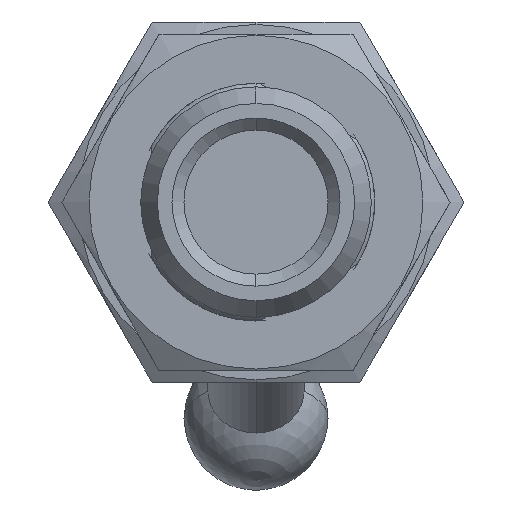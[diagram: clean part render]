
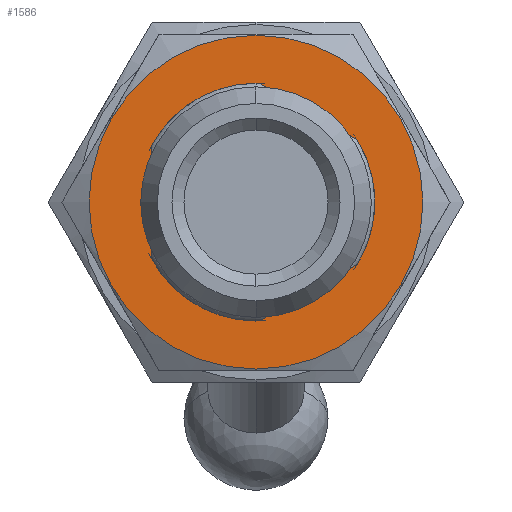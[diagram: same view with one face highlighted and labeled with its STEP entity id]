
A CAD part, front view. The second image highlights one B-rep face of the part: STEP entity #1586.
In plain terms, the highlighted planar face has unit normal (0, -1, 0).
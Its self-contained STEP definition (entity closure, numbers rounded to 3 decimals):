
#1372 = VERTEX_POINT ( 'NONE', #2603 ) ;
#1378 = VERTEX_POINT ( 'NONE', #2675 ) ;
#1388 = EDGE_CURVE ( 'NONE', #1378, #1372, #2645, .T. ) ;
#1392 = VERTEX_POINT ( 'NONE', #2720 ) ;
#1394 = EDGE_CURVE ( 'NONE', #1400, #1392, #2642, .T. ) ;
#1400 = VERTEX_POINT ( 'NONE', #2711 ) ;
#1423 = EDGE_CURVE ( 'NONE', #1392, #1400, #2753, .T. ) ;
#1424 = EDGE_LOOP ( 'NONE', ( #1587, #1588 ) ) ;
#1430 = VERTEX_POINT ( 'NONE', #2688 ) ;
#1432 = EDGE_CURVE ( 'NONE', #1430, #1433, #2687, .T. ) ;
#1433 = VERTEX_POINT ( 'NONE', #2682 ) ;
#1442 = ORIENTED_EDGE ( 'NONE', *, *, #1443, .F. ) ;
#1443 = EDGE_CURVE ( 'NONE', #1372, #1511, #2580, .T. ) ;
#1444 = ORIENTED_EDGE ( 'NONE', *, *, #1445, .F. ) ;
#1445 = EDGE_CURVE ( 'NONE', #1515, #1378, #2576, .T. ) ;
#1451 = ORIENTED_EDGE ( 'NONE', *, *, #1561, .F. ) ;
#1457 = EDGE_CURVE ( 'NONE', #1433, #1488, #2593, .T. ) ;
#1458 = ORIENTED_EDGE ( 'NONE', *, *, #1432, .F. ) ;
#1488 = VERTEX_POINT ( 'NONE', #2784 ) ;
#1490 = EDGE_CURVE ( 'NONE', #1488, #1491, #2872, .T. ) ;
#1491 = VERTEX_POINT ( 'NONE', #2889 ) ;
#1511 = VERTEX_POINT ( 'NONE', #2788 ) ;
#1513 = EDGE_CURVE ( 'NONE', #1511, #1430, #2851, .T. ) ;
#1515 = VERTEX_POINT ( 'NONE', #2867 ) ;
#1561 = EDGE_CURVE ( 'NONE', #1491, #1515, #2824, .T. ) ;
#1576 = ORIENTED_EDGE ( 'NONE', *, *, #1388, .F. ) ;
#1577 = ORIENTED_EDGE ( 'NONE', *, *, #1513, .F. ) ;
#1578 = ORIENTED_EDGE ( 'NONE', *, *, #1457, .F. ) ;
#1586 = ADVANCED_FACE ( 'NONE', ( #3068, #3067 ), #3099, .T. ) ;
#1587 = ORIENTED_EDGE ( 'NONE', *, *, #1394, .T. ) ;
#1588 = ORIENTED_EDGE ( 'NONE', *, *, #1423, .T. ) ;
#1589 = EDGE_LOOP ( 'NONE', ( #1590, #1578, #1458, #1577, #1442, #1576, #1444, #1451 ) ) ;
#1590 = ORIENTED_EDGE ( 'NONE', *, *, #1490, .F. ) ;
#2573 = DIRECTION ( 'NONE',  ( 0.866, 0., 0.5 ) ) ;
#2574 = VECTOR ( 'NONE', #2573, 1000. ) ;
#2575 = CARTESIAN_POINT ( 'NONE',  ( 4.221, 6.5, -2.586 ) ) ;
#2576 = LINE ( 'NONE', #2575, #2574 ) ;
#2577 = DIRECTION ( 'NONE',  ( -0.866, 0., 0.5 ) ) ;
#2578 = VECTOR ( 'NONE', #2577, 1000. ) ;
#2579 = CARTESIAN_POINT ( 'NONE',  ( 0.129, 6.5, 4.948 ) ) ;
#2580 = LINE ( 'NONE', #2579, #2578 ) ;
#2593 = LINE ( 'NONE', #2597, #2627 ) ;
#2597 = CARTESIAN_POINT ( 'NONE',  ( -4.35, 6.5, -2.362 ) ) ;
#2603 = CARTESIAN_POINT ( 'NONE',  ( 4.221, 6.5, 2.586 ) ) ;
#2626 = DIRECTION ( 'NONE',  ( 0., 0., -1. ) ) ;
#2627 = VECTOR ( 'NONE', #2626, 1000. ) ;
#2638 = DIRECTION ( 'NONE',  ( 0., 0., -1. ) ) ;
#2639 = DIRECTION ( 'NONE',  ( 0., -1., 0. ) ) ;
#2640 = CARTESIAN_POINT ( 'NONE',  ( 0., 6.5, 0. ) ) ;
#2641 = AXIS2_PLACEMENT_3D ( 'NONE', #2640, #2639, #2638 ) ;
#2642 = CIRCLE ( 'NONE', #2641, 6.95 ) ;
#2644 = AXIS2_PLACEMENT_3D ( 'NONE', #2724, #2723, #2722 ) ;
#2645 = CIRCLE ( 'NONE', #2644, 4.95 ) ;
#2675 = CARTESIAN_POINT ( 'NONE',  ( 4.221, 6.5, -2.586 ) ) ;
#2682 = CARTESIAN_POINT ( 'NONE',  ( -4.35, 6.5, 2.362 ) ) ;
#2683 = DIRECTION ( 'NONE',  ( 0., 0., -1. ) ) ;
#2684 = DIRECTION ( 'NONE',  ( 0., -1., 0. ) ) ;
#2685 = CARTESIAN_POINT ( 'NONE',  ( 0., 6.5, 0. ) ) ;
#2686 = AXIS2_PLACEMENT_3D ( 'NONE', #2685, #2684, #2683 ) ;
#2687 = CIRCLE ( 'NONE', #2686, 4.95 ) ;
#2688 = CARTESIAN_POINT ( 'NONE',  ( 0., 6.5, 4.95 ) ) ;
#2711 = CARTESIAN_POINT ( 'NONE',  ( 0., 6.5, -6.95 ) ) ;
#2720 = CARTESIAN_POINT ( 'NONE',  ( 0., 6.5, 6.95 ) ) ;
#2722 = DIRECTION ( 'NONE',  ( 0., 0., -1. ) ) ;
#2723 = DIRECTION ( 'NONE',  ( 0., -1., 0. ) ) ;
#2724 = CARTESIAN_POINT ( 'NONE',  ( 0., 6.5, 0. ) ) ;
#2749 = DIRECTION ( 'NONE',  ( 0., 0., -1. ) ) ;
#2750 = DIRECTION ( 'NONE',  ( 0., -1., 0. ) ) ;
#2751 = CARTESIAN_POINT ( 'NONE',  ( 0., 6.5, 0. ) ) ;
#2752 = AXIS2_PLACEMENT_3D ( 'NONE', #2751, #2750, #2749 ) ;
#2753 = CIRCLE ( 'NONE', #2752, 6.95 ) ;
#2784 = CARTESIAN_POINT ( 'NONE',  ( -4.35, 6.5, -2.362 ) ) ;
#2788 = CARTESIAN_POINT ( 'NONE',  ( 0.129, 6.5, 4.948 ) ) ;
#2814 = DIRECTION ( 'NONE',  ( 0., 0., -1. ) ) ;
#2815 = DIRECTION ( 'NONE',  ( 0., -1., 0. ) ) ;
#2816 = CARTESIAN_POINT ( 'NONE',  ( 0., 6.5, 0. ) ) ;
#2817 = AXIS2_PLACEMENT_3D ( 'NONE', #2816, #2815, #2814 ) ;
#2824 = CIRCLE ( 'NONE', #2817, 4.95 ) ;
#2847 = DIRECTION ( 'NONE',  ( 0., 0., -1. ) ) ;
#2848 = DIRECTION ( 'NONE',  ( 0., -1., 0. ) ) ;
#2849 = CARTESIAN_POINT ( 'NONE',  ( 0., 6.5, 0. ) ) ;
#2850 = AXIS2_PLACEMENT_3D ( 'NONE', #2849, #2848, #2847 ) ;
#2851 = CIRCLE ( 'NONE', #2850, 4.95 ) ;
#2867 = CARTESIAN_POINT ( 'NONE',  ( 0.129, 6.5, -4.948 ) ) ;
#2868 = DIRECTION ( 'NONE',  ( 0., 0., -1. ) ) ;
#2869 = DIRECTION ( 'NONE',  ( 0., -1., 0. ) ) ;
#2870 = CARTESIAN_POINT ( 'NONE',  ( 0., 6.5, 0. ) ) ;
#2871 = AXIS2_PLACEMENT_3D ( 'NONE', #2870, #2869, #2868 ) ;
#2872 = CIRCLE ( 'NONE', #2871, 4.95 ) ;
#2889 = CARTESIAN_POINT ( 'NONE',  ( 0., 6.5, -4.95 ) ) ;
#2968 = DIRECTION ( 'NONE',  ( 0., -1., 0. ) ) ;
#2969 = CARTESIAN_POINT ( 'NONE',  ( 4.95, 6.5, 0. ) ) ;
#2970 = AXIS2_PLACEMENT_3D ( 'NONE', #2969, #2968, #3066 ) ;
#3066 = DIRECTION ( 'NONE',  ( 0., 0., -1. ) ) ;
#3067 = FACE_BOUND ( 'NONE', #1589, .T. ) ;
#3068 = FACE_OUTER_BOUND ( 'NONE', #1424, .T. ) ;
#3099 = PLANE ( 'NONE',  #2970 ) ;
